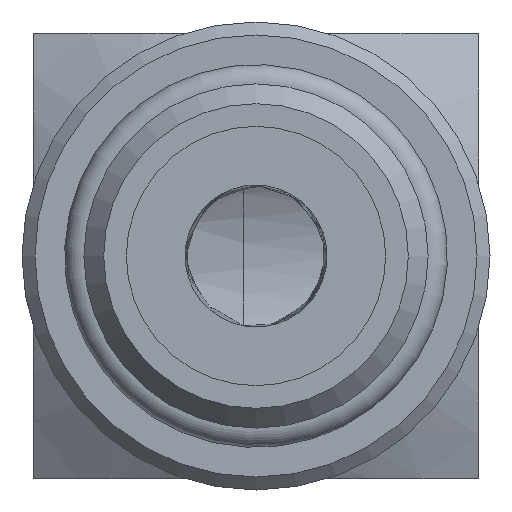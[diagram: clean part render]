
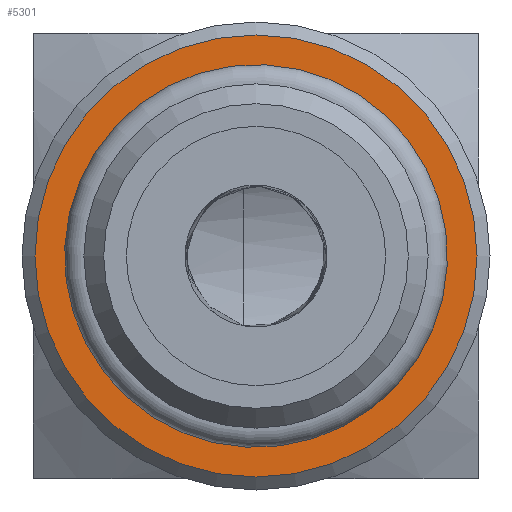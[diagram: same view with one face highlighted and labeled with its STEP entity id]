
A CAD part, left-side view. The second image highlights one B-rep face of the part: STEP entity #5301.
In plain terms, the highlighted face is planar.
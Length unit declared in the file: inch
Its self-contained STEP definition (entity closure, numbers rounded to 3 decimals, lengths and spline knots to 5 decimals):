
#5267=CARTESIAN_POINT('',(0.682,0.05,0.0));
#5268=VERTEX_POINT('',#5267);
#5269=CARTESIAN_POINT('',(0.0,0.05,0.0));
#5270=DIRECTION('',(0.0,-1.0,0.0));
#5271=DIRECTION('',(-1.0,0.0,0.0));
#5272=AXIS2_PLACEMENT_3D('',#5269,#5270,#5271);
#5273=CIRCLE('',#5272,0.682);
#5274=EDGE_CURVE('',#5268,#5268,#5273,.T.);
#5282=CARTESIAN_POINT('',(0.0,0.05,0.0));
#5283=DIRECTION('',(0.0,-1.0,0.0));
#5284=DIRECTION('',(0.0,0.0,-1.0));
#5285=AXIS2_PLACEMENT_3D('',#5282,#5283,#5284);
#5286=PLANE('',#5285);
#5287=ORIENTED_EDGE('',*,*,#5274,.F.);
#5288=EDGE_LOOP('',(#5287));
#5289=FACE_OUTER_BOUND('',#5288,.T.);
#5290=CARTESIAN_POINT('',(0.40625,0.05,0.0));
#5291=VERTEX_POINT('',#5290);
#5292=CARTESIAN_POINT('',(0.0,0.05,0.0));
#5293=DIRECTION('',(0.0,-1.0,0.0));
#5294=DIRECTION('',(-1.0,0.0,0.0));
#5295=AXIS2_PLACEMENT_3D('',#5292,#5293,#5294);
#5296=CIRCLE('',#5295,0.40625);
#5297=EDGE_CURVE('',#5291,#5291,#5296,.T.);
#5298=ORIENTED_EDGE('',*,*,#5297,.T.);
#5299=EDGE_LOOP('',(#5298));
#5300=FACE_BOUND('',#5299,.T.);
#5301=ADVANCED_FACE('',(#5289,#5300),#5286,.F.);
